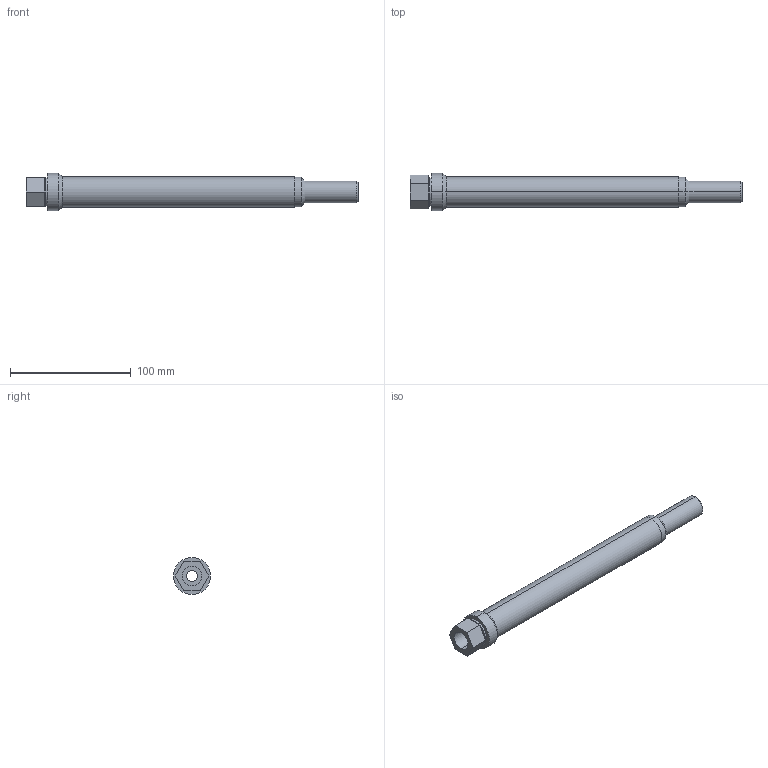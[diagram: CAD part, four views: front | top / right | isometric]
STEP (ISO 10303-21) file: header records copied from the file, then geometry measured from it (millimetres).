
FILE_DESCRIPTION (( 'STEP AP203' ), '1' );
FILE_NAME ('axe de roue av v2.STEP', '2023-03-26T17:30:15', ( '' ), ( '' ), 'SwSTEP 2.0', 'SolidWorks 2018', '' );
FILE_SCHEMA (( 'CONFIG_CONTROL_DESIGN' ));
Length unit declared in the file: millimetre
Products named in the file (1): axe de roue av v2
Bounding box: 275.25 x 30.7 x 30.7 mm (x, y, z)
Volume: 79636.1 mm3; surface area: 34411.6 mm2
Topology: 1 solids, 1 shells, 35 faces, 74 edges, 46 vertices
Faces by surface type: cylinder 16, plane 13, cone 6
Entity records: 1023 total; most frequent: DIRECTION 180, CARTESIAN_POINT 156, ORIENTED_EDGE 148, EDGE_CURVE 74, AXIS2_PLACEMENT_3D 70, VERTEX_POINT 46, EDGE_LOOP 42, LINE 40
